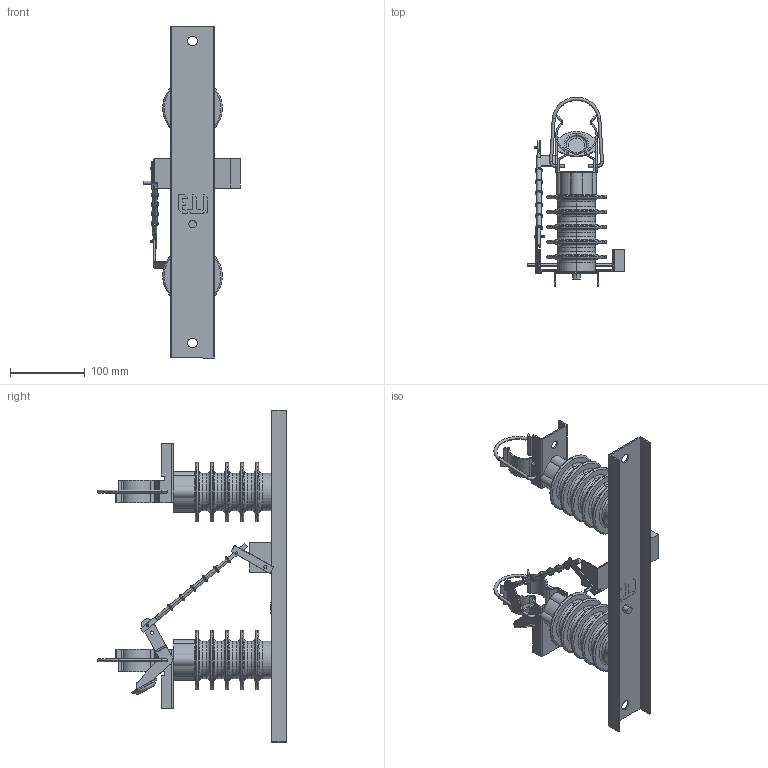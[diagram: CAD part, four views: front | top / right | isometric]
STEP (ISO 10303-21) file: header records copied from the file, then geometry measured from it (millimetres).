
FILE_DESCRIPTION((''),'2;1');
FILE_NAME('ASM0104UOI_ASM','2022-02-11T09:14:15',('marketing.praksa'),('Audax d.o.o.'),'CREO PARAMETRIC BY PTC INC, 2021304','CREO PARAMETRIC BY PTC INC, 2021304','');
FILE_SCHEMA(('AP242_MANAGED_MODEL_BASED_3D_ENGINEERING_MIM_LF { 1 0 10303 442 1 1 4 }'));
Products named in the file (35): 23C_1_1_1_1; 248_1_1_1_1; 254_1_1_1_1; 2A3_1_1_1_1_1_1; 2AF_1_1_1_1_1_1; 709_1_1_1_1; 2BB_1_1_1_1_1_1; 618_1_1_1_1_1_1; 7AC_1_1_1_1; 7B1_1_1_1_1; OPEN_CASCADE_STEP_TRANSLAT-10_1; PRT9567_1_1_1_1_1_1_1_1_1_1_1_2; PRT9565_1_1_1_2_1_1_1_1_1_1_1_1; OPEN_CASCADE_STEP_TRANSLAT-10_2; PRT9567_1_1_1_1_1_1_1_1_1_1_2_1; 74C_1_1_1_1_1_1_1_1_1_1_1_1; 768-1727_1_1_1_1_1_1_1_1_1_1_1_; 768-1728_1_1_1_1_1_1_1_1_1_1_1_; 768-1729_1_1_1_1_1_1_1_1_1_1_1_; 487_1_1_1_1_1_1_1_1_1_1_1_1; 48B_1_1_1_1_1_1_1_1_1_1_1_1; 768-1730_1_1_1_1_1_1_1_1_1_1_1_; 768-1731_1_1_1_1_1_1_1_1_1_1_1_; 768-1731_1_1_1_1_1_1_1_1_2_1__1; 405_1_1_1_1_1_1_1_1_1_1_1_1; 440_1_1_1_1_1_1_1_1_1_1_1; PRT9568_1_1_1_1_1; 421_1_1_1_1_1_1_1_1_1_1_1; B_1_1_1_1_1_1_1_1; PRT9539_1_1_2_1_1_1_1_1_1_1_2_4; PRT9539_1_1_2_1_1_1_1_1_1_1_2_5; PRT9539_1_1_2_1_1_1_1_1_1_1_2_6; 004349019_VVP_7-2_1PN_NK_7-2__2_ASM; ASM0104JKJK_ASM; ASM0104UOI_ASM
Assembly tree (34 placements, depth 4):
  ASM0104UOI_ASM
    ASM0104JKJK_ASM
      004349019_VVP_7-2_1PN_NK_7-2__2_ASM
        23C_1_1_1_1
        248_1_1_1_1
        254_1_1_1_1
        2A3_1_1_1_1_1_1
        2AF_1_1_1_1_1_1
        709_1_1_1_1
        2BB_1_1_1_1_1_1
        618_1_1_1_1_1_1
        7AC_1_1_1_1
        7B1_1_1_1_1
        OPEN_CASCADE_STEP_TRANSLAT-10_1
        PRT9567_1_1_1_1_1_1_1_1_1_1_1_2
        PRT9565_1_1_1_2_1_1_1_1_1_1_1_1
        OPEN_CASCADE_STEP_TRANSLAT-10_2
        PRT9567_1_1_1_1_1_1_1_1_1_1_2_1
        74C_1_1_1_1_1_1_1_1_1_1_1_1
        768-1727_1_1_1_1_1_1_1_1_1_1_1_
        768-1728_1_1_1_1_1_1_1_1_1_1_1_
        768-1729_1_1_1_1_1_1_1_1_1_1_1_
        487_1_1_1_1_1_1_1_1_1_1_1_1
        48B_1_1_1_1_1_1_1_1_1_1_1_1
        768-1730_1_1_1_1_1_1_1_1_1_1_1_
        768-1731_1_1_1_1_1_1_1_1_1_1_1_
        768-1731_1_1_1_1_1_1_1_1_2_1__1
        405_1_1_1_1_1_1_1_1_1_1_1_1
        440_1_1_1_1_1_1_1_1_1_1_1
        PRT9568_1_1_1_1_1
        421_1_1_1_1_1_1_1_1_1_1_1
        B_1_1_1_1_1_1_1_1
        PRT9539_1_1_2_1_1_1_1_1_1_1_2_4
        PRT9539_1_1_2_1_1_1_1_1_1_1_2_5
        PRT9539_1_1_2_1_1_1_1_1_1_1_2_6
Bounding box: 130 x 253.35 x 445 mm (x, y, z)
Volume: 822026.4 mm3; surface area: 290123.4 mm2
Topology: 32 solids, 32 shells, 945 faces, 2417 edges, 1572 vertices
Faces by surface type: cylinder 332, plane 331, torus 266, bspline 10, sphere 6
Entity records: 49811 total; most frequent: CARTESIAN_POINT 10205, DIRECTION 5899, ORIENTED_EDGE 4822, PRESENTATION_LAYER_ASSIGNMENT 3145, AXIS2_PLACEMENT_3D 2451, EDGE_CURVE 2411, VERTEX_POINT 1572, CIRCLE 1205
